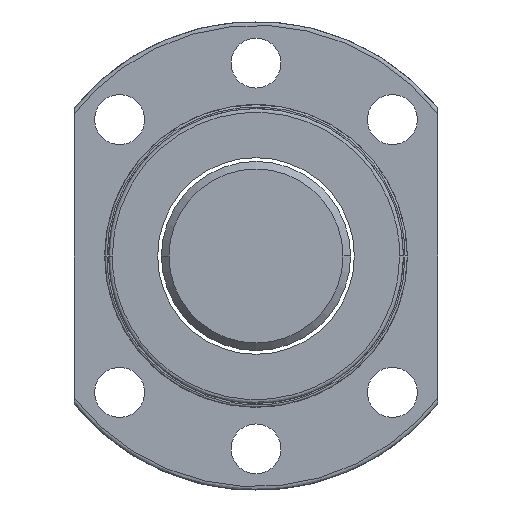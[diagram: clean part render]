
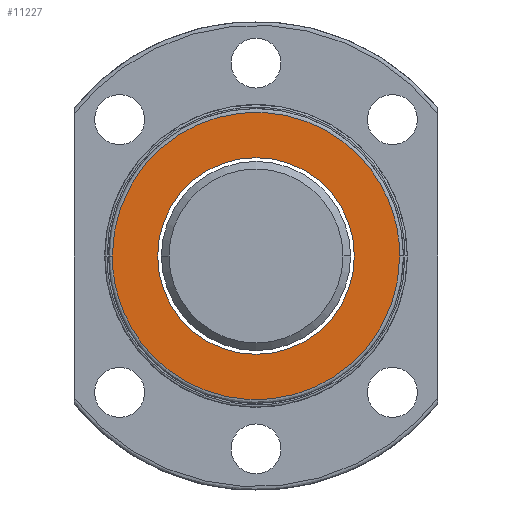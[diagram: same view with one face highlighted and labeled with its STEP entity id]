
A CAD part, left-side view. The second image highlights one B-rep face of the part: STEP entity #11227.
In plain terms, the highlighted planar face has unit normal (-1, 0, 0).
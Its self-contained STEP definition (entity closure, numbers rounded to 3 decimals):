
#284 = VERTEX_POINT ( 'NONE', #14151 ) ;
#460 = PLANE ( 'NONE',  #22237 ) ;
#971 = CARTESIAN_POINT ( 'NONE',  ( -61.023, 0., 0. ) ) ;
#989 = CARTESIAN_POINT ( 'NONE',  ( -61.023, -19., 38. ) ) ;
#2206 = FACE_OUTER_BOUND ( 'NONE', #16258, .T. ) ;
#2211 = CARTESIAN_POINT ( 'NONE',  ( -61.023, 13., 0. ) ) ;
#2418 = DIRECTION ( 'NONE',  ( -1., 0., 0. ) ) ;
#2887 = CARTESIAN_POINT ( 'NONE',  ( -61.023, -19., 0. ) ) ;
#2971 = CARTESIAN_POINT ( 'NONE',  ( -61.023, 19., 0. ) ) ;
#3746 = ORIENTED_EDGE ( 'NONE', *, *, #14638, .F. ) ;
#4462 = CARTESIAN_POINT ( 'NONE',  ( -61.023, 19., -38. ) ) ;
#4621 = CARTESIAN_POINT ( 'NONE',  ( -61.023, -19., 0. ) ) ;
#4665 = DIRECTION ( 'NONE',  ( 0., 1., 0. ) ) ;
#4810 = VERTEX_POINT ( 'NONE', #2211 ) ;
#5876 = EDGE_CURVE ( 'NONE', #284, #4810, #15815, .T. ) ;
#5888 = AXIS2_PLACEMENT_3D ( 'NONE', #971, #23042, #4665 ) ;
#6155 = CARTESIAN_POINT ( 'NONE',  ( -61.023, 19., 0. ) ) ;
#7979 = CARTESIAN_POINT ( 'NONE',  ( -61.023, -19., -38. ) ) ;
#9494 = EDGE_LOOP ( 'NONE', ( #10894, #11984 ) ) ;
#10894 = ORIENTED_EDGE ( 'NONE', *, *, #21085, .T. ) ;
#11227 = ADVANCED_FACE ( 'NONE', ( #2206, #11810 ), #460, .T. ) ;
#11786 = CARTESIAN_POINT ( 'NONE',  ( -61.023, 16., 0. ) ) ;
#11810 = FACE_BOUND ( 'NONE', #9494, .T. ) ;
#11984 = ORIENTED_EDGE ( 'NONE', *, *, #5876, .T. ) ;
#12384 = CARTESIAN_POINT ( 'NONE',  ( -61.023, 19., 0. ) ) ;
#14151 = CARTESIAN_POINT ( 'NONE',  ( -61.023, -13., 0. ) ) ;
#14621 = VERTEX_POINT ( 'NONE', #2971 ) ;
#14638 = EDGE_CURVE ( 'NONE', #14621, #21073, #17529, .T. ) ;
#15124 = CARTESIAN_POINT ( 'NONE',  ( -61.023, 0., 0. ) ) ;
#15815 = CIRCLE ( 'NONE', #5888, 13. ) ;
#15866 = DIRECTION ( 'NONE',  ( 0., -1., 0. ) ) ;
#16258 = EDGE_LOOP ( 'NONE', ( #3746, #17949 ) ) ;
#17146 = DIRECTION ( 'NONE',  ( 1., 0., 0. ) ) ;
#17398 =( BOUNDED_CURVE ( )  B_SPLINE_CURVE ( 3, ( #4621, #7979, #4462, #6155 ),
 .UNSPECIFIED., .F., .F. ) 
 B_SPLINE_CURVE_WITH_KNOTS ( ( 4, 4 ),
 ( 0.5, 1. ),
 .UNSPECIFIED. ) 
 CURVE ( )  GEOMETRIC_REPRESENTATION_ITEM ( )  RATIONAL_B_SPLINE_CURVE ( ( 1., 0.333, 0.333, 1. ) ) 
 REPRESENTATION_ITEM ( '' )  );
#17422 = EDGE_CURVE ( 'NONE', #21073, #14621, #17398, .T. ) ;
#17529 =( BOUNDED_CURVE ( )  B_SPLINE_CURVE ( 3, ( #12384, #21500, #989, #2887 ),
 .UNSPECIFIED., .F., .F. ) 
 B_SPLINE_CURVE_WITH_KNOTS ( ( 4, 4 ),
 ( 0., 0.5 ),
 .UNSPECIFIED. ) 
 CURVE ( )  GEOMETRIC_REPRESENTATION_ITEM ( )  RATIONAL_B_SPLINE_CURVE ( ( 1., 0.333, 0.333, 1. ) ) 
 REPRESENTATION_ITEM ( '' )  );
#17854 = CIRCLE ( 'NONE', #20873, 13. ) ;
#17949 = ORIENTED_EDGE ( 'NONE', *, *, #17422, .F. ) ;
#20564 = CARTESIAN_POINT ( 'NONE',  ( -61.023, -19., 0. ) ) ;
#20873 = AXIS2_PLACEMENT_3D ( 'NONE', #15124, #17146, #22445 ) ;
#21073 = VERTEX_POINT ( 'NONE', #20564 ) ;
#21085 = EDGE_CURVE ( 'NONE', #4810, #284, #17854, .T. ) ;
#21500 = CARTESIAN_POINT ( 'NONE',  ( -61.023, 19., 38. ) ) ;
#22237 = AXIS2_PLACEMENT_3D ( 'NONE', #11786, #2418, #15866 ) ;
#22445 = DIRECTION ( 'NONE',  ( 0., 1., 0. ) ) ;
#23042 = DIRECTION ( 'NONE',  ( 1., 0., 0. ) ) ;
